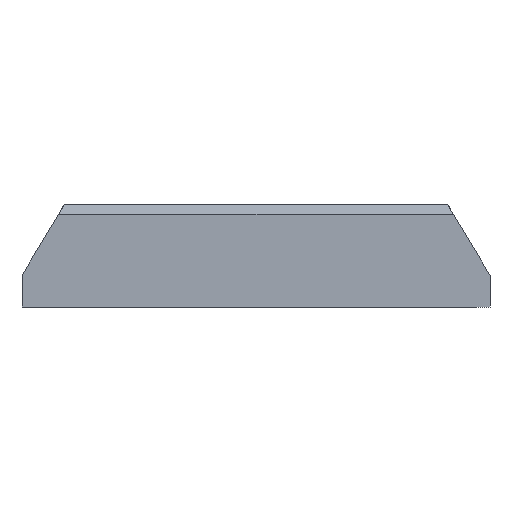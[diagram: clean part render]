
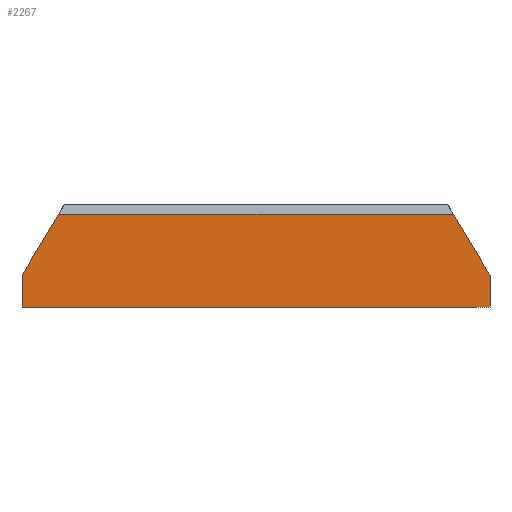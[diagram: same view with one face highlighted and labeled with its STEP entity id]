
A CAD part, left-side view. The second image highlights one B-rep face of the part: STEP entity #2267.
In plain terms, the highlighted planar face has unit normal (-1, 0, 0).
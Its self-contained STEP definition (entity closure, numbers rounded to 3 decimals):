
#177=PLANE('',#2448);
#294=FACE_OUTER_BOUND('',#437,.T.);
#437=EDGE_LOOP('',(#2114,#2115,#2116,#2117,#2118,#2119));
#675=LINE('',#3692,#927);
#680=LINE('',#3702,#932);
#685=LINE('',#3713,#937);
#686=LINE('',#3715,#938);
#687=LINE('',#3717,#939);
#688=LINE('',#3718,#940);
#927=VECTOR('',#3027,10.);
#932=VECTOR('',#3034,10.);
#937=VECTOR('',#3045,10.);
#938=VECTOR('',#3046,10.);
#939=VECTOR('',#3047,10.);
#940=VECTOR('',#3048,10.);
#1182=VERTEX_POINT('',#3685);
#1185=VERTEX_POINT('',#3690);
#1189=VERTEX_POINT('',#3700);
#1192=VERTEX_POINT('',#3712);
#1193=VERTEX_POINT('',#3714);
#1194=VERTEX_POINT('',#3716);
#1495=EDGE_CURVE('',#1185,#1182,#675,.T.);
#1500=EDGE_CURVE('',#1189,#1185,#680,.T.);
#1505=EDGE_CURVE('',#1192,#1189,#685,.T.);
#1506=EDGE_CURVE('',#1193,#1192,#686,.T.);
#1507=EDGE_CURVE('',#1194,#1193,#687,.T.);
#1508=EDGE_CURVE('',#1182,#1194,#688,.T.);
#2114=ORIENTED_EDGE('',*,*,#1495,.F.);
#2115=ORIENTED_EDGE('',*,*,#1500,.F.);
#2116=ORIENTED_EDGE('',*,*,#1505,.F.);
#2117=ORIENTED_EDGE('',*,*,#1506,.F.);
#2118=ORIENTED_EDGE('',*,*,#1507,.F.);
#2119=ORIENTED_EDGE('',*,*,#1508,.F.);
#2267=ADVANCED_FACE('',(#294),#177,.T.);
#2448=AXIS2_PLACEMENT_3D('',#3711,#3043,#3044);
#3027=DIRECTION('',(0.,-1.,0.));
#3034=DIRECTION('',(0.,-0.514,0.857));
#3043=DIRECTION('center_axis',(-1.,0.,0.));
#3044=DIRECTION('ref_axis',(0.,1.,0.));
#3045=DIRECTION('',(0.,0.,1.));
#3046=DIRECTION('',(0.,1.,0.));
#3047=DIRECTION('',(0.,0.,-1.));
#3048=DIRECTION('',(0.,-0.514,-0.857));
#3685=CARTESIAN_POINT('',(-48.,-42.2,6.));
#3690=CARTESIAN_POINT('',(-48.,42.2,6.));
#3692=CARTESIAN_POINT('',(-48.,-25.,6.));
#3700=CARTESIAN_POINT('',(-48.,50.,-7.));
#3702=CARTESIAN_POINT('',(-48.,32.971,21.382));
#3711=CARTESIAN_POINT('Origin',(-48.,-50.,0.));
#3712=CARTESIAN_POINT('',(-48.,50.,-13.8));
#3713=CARTESIAN_POINT('',(-48.,50.,0.));
#3714=CARTESIAN_POINT('',(-48.,-50.,-13.8));
#3715=CARTESIAN_POINT('',(-48.,-50.,-13.8));
#3716=CARTESIAN_POINT('',(-48.,-50.,-7.));
#3717=CARTESIAN_POINT('',(-48.,-50.,0.));
#3718=CARTESIAN_POINT('',(-48.,-46.206,-0.676));
